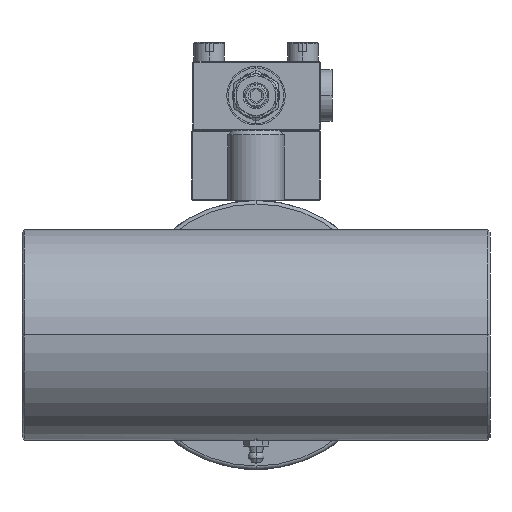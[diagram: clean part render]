
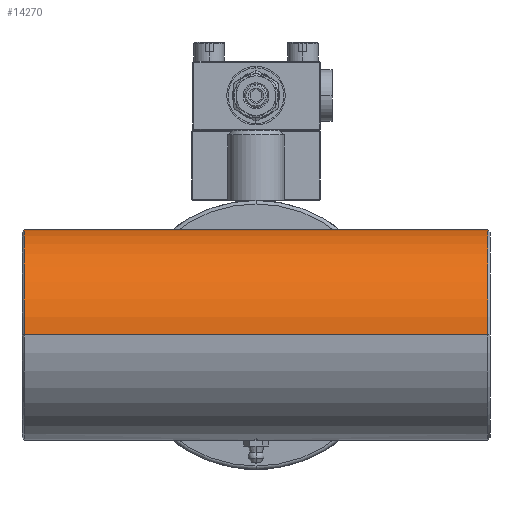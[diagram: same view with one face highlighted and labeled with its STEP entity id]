
A CAD part, left-side view. The second image highlights one B-rep face of the part: STEP entity #14270.
In plain terms, the highlighted cylindrical face has radius 45 mm (diameter 90 mm), a partial arc.
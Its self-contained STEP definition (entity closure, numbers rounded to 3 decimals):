
#535 = CARTESIAN_POINT ( 'NONE',  ( -45., 99., 0. ) ) ;
#1798 = LINE ( 'NONE', #16609, #27649 ) ;
#3931 = DIRECTION ( 'NONE',  ( 0., -1., 0. ) ) ;
#6272 = VERTEX_POINT ( 'NONE', #24598 ) ;
#7380 = DIRECTION ( 'NONE',  ( 0., -1., 0. ) ) ;
#8244 = VECTOR ( 'NONE', #7380, 1000. ) ;
#8631 = EDGE_CURVE ( 'NONE', #6272, #24137, #9477, .T. ) ;
#9477 = CIRCLE ( 'NONE', #13205, 45. ) ;
#10472 = FACE_OUTER_BOUND ( 'NONE', #27716, .T. ) ;
#10613 = ORIENTED_EDGE ( 'NONE', *, *, #21772, .F. ) ;
#11913 = CARTESIAN_POINT ( 'NONE',  ( 0., -99., 0. ) ) ;
#12493 = DIRECTION ( 'NONE',  ( 1., 0., 0. ) ) ;
#12586 = CIRCLE ( 'NONE', #23755, 45. ) ;
#13003 = DIRECTION ( 'NONE',  ( 0., -1., 0. ) ) ;
#13205 = AXIS2_PLACEMENT_3D ( 'NONE', #535, #13003, #28283 ) ;
#14270 = ADVANCED_FACE ( 'NONE', ( #10472 ), #21127, .T. ) ;
#14411 = ORIENTED_EDGE ( 'NONE', *, *, #14701, .F. ) ;
#14569 = LINE ( 'NONE', #22403, #8244 ) ;
#14701 = EDGE_CURVE ( 'NONE', #6272, #17735, #14569, .T. ) ;
#15621 = ORIENTED_EDGE ( 'NONE', *, *, #8631, .T. ) ;
#16609 = CARTESIAN_POINT ( 'NONE',  ( -90., -105., 0. ) ) ;
#17735 = VERTEX_POINT ( 'NONE', #11913 ) ;
#18324 = AXIS2_PLACEMENT_3D ( 'NONE', #25425, #30749, #28578 ) ;
#18439 = VERTEX_POINT ( 'NONE', #23980 ) ;
#19673 = CARTESIAN_POINT ( 'NONE',  ( -45., -99., 0. ) ) ;
#21127 = CYLINDRICAL_SURFACE ( 'NONE', #18324, 45. ) ;
#21772 = EDGE_CURVE ( 'NONE', #17735, #18439, #12586, .T. ) ;
#22403 = CARTESIAN_POINT ( 'NONE',  ( 0., -105., 0. ) ) ;
#22663 = DIRECTION ( 'NONE',  ( 0., -1., 0. ) ) ;
#23755 = AXIS2_PLACEMENT_3D ( 'NONE', #19673, #22663, #12493 ) ;
#23980 = CARTESIAN_POINT ( 'NONE',  ( -90., -99., 0. ) ) ;
#24137 = VERTEX_POINT ( 'NONE', #28633 ) ;
#24598 = CARTESIAN_POINT ( 'NONE',  ( 0., 99., 0. ) ) ;
#25425 = CARTESIAN_POINT ( 'NONE',  ( -45., -105., 0. ) ) ;
#27649 = VECTOR ( 'NONE', #3931, 1000. ) ;
#27716 = EDGE_LOOP ( 'NONE', ( #15621, #32316, #10613, #14411 ) ) ;
#28283 = DIRECTION ( 'NONE',  ( 1., 0., 0. ) ) ;
#28578 = DIRECTION ( 'NONE',  ( 1., 0., 0. ) ) ;
#28633 = CARTESIAN_POINT ( 'NONE',  ( -90., 99., 0. ) ) ;
#29761 = EDGE_CURVE ( 'NONE', #24137, #18439, #1798, .T. ) ;
#30749 = DIRECTION ( 'NONE',  ( 0., -1., 0. ) ) ;
#32316 = ORIENTED_EDGE ( 'NONE', *, *, #29761, .T. ) ;
